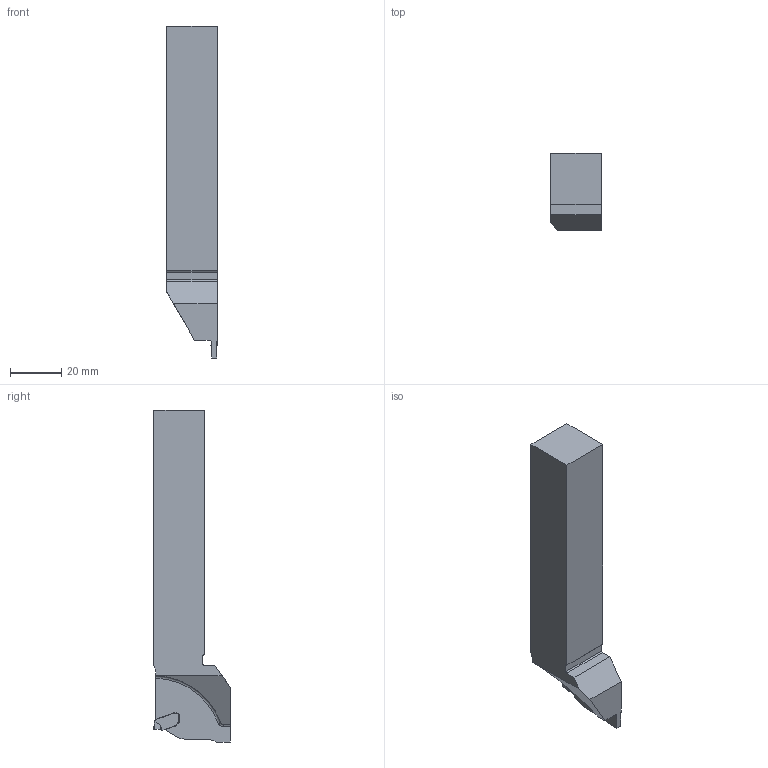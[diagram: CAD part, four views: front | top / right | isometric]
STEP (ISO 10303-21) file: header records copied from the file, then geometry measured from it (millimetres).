
FILE_DESCRIPTION(/* description */ (''),/* implementation_level */ '2;1');
FILE_NAME(/* name */ 'TOOLASSEMBLY_1.STP',/* time_stamp */ '2023-11-06T13:07:46+01:00',/* author */ (''),/* organization */ ('SMS'),/* preprocessor_version */ 'ST-DEVELOPER v16.7',/* originating_system */ 'SIEMENS PLM Software NX 12.0',/* authorisation */ '');
FILE_SCHEMA (('AUTOMOTIVE_DESIGN { 1 0 10303 214 3 1 1 1 }'));
Length unit declared in the file: millimetre
Products named in the file (4): ASSEMBLY_CONSTRUCTION; CUT_20231106130647; NOCUT_20231106130616; TOOLASSEMBLY_1
Assembly tree (3 placements, depth 2):
  TOOLASSEMBLY_1
    NOCUT_20231106130616
    CUT_20231106130647
    ASSEMBLY_CONSTRUCTION
Bounding box: 19.93 x 30.08 x 130 mm (x, y, z)
Volume: 45792.3 mm3; surface area: 11246.9 mm2
Topology: 2 solids, 2 shells, 92 faces, 257 edges, 173 vertices
Faces by surface type: plane 43, cylinder 31, extrusion 14, torus 4
Entity records: 3429 total; most frequent: CARTESIAN_POINT 871, ORIENTED_EDGE 512, DIRECTION 502, EDGE_CURVE 256, VERTEX_POINT 168, AXIS2_PLACEMENT_3D 168, VECTOR 166, LINE 152
